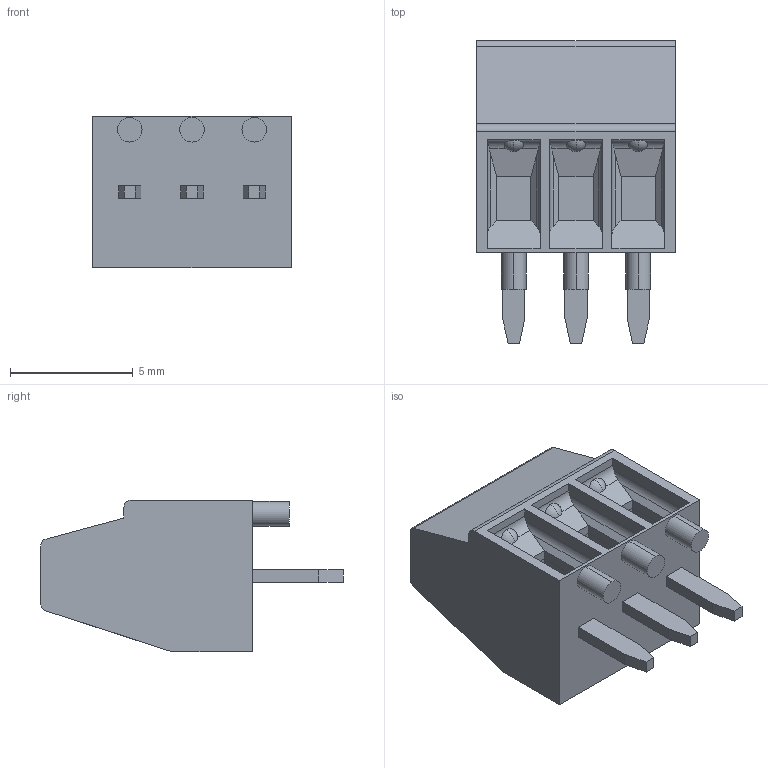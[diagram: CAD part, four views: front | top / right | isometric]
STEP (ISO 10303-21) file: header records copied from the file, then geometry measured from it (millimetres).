
FILE_DESCRIPTION (( 'STEP AP214' ), '1' );
FILE_NAME ('1725669.STEP', '2025-01-20T15:39:10', ( 'LENOVO' ), ( '' ), 'SwSTEP 2.0', 'SolidWorks 2021', '' );
FILE_SCHEMA (( 'AUTOMOTIVE_DESIGN' ));
Length unit declared in the file: millimetre
Products named in the file (2): 1725669_1725669; 1725669
Assembly tree (1 placements, depth 2):
  1725669
    1725669_1725669
Bounding box: 8.08 x 12.35 x 6.2 mm (x, y, z)
Volume: 296.9 mm3; surface area: 952 mm2
Topology: 10 solids, 10 shells, 210 faces, 516 edges, 338 vertices
Faces by surface type: plane 174, cylinder 30, sphere 6
Entity records: 6324 total; most frequent: CARTESIAN_POINT 1188, ORIENTED_EDGE 1032, DIRECTION 989, EDGE_CURVE 516, VECTOR 423, LINE 423, VERTEX_POINT 338, AXIS2_PLACEMENT_3D 283
